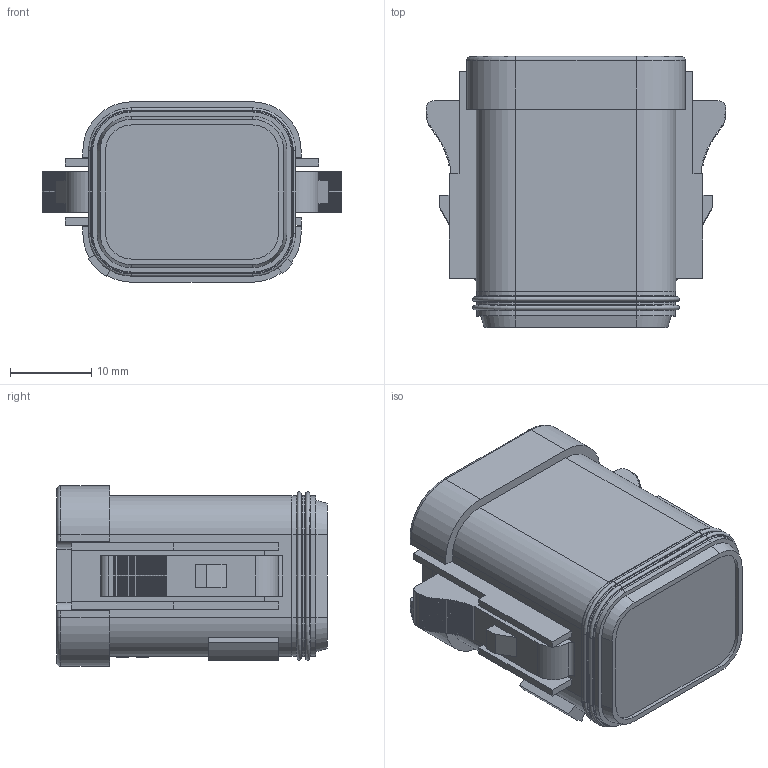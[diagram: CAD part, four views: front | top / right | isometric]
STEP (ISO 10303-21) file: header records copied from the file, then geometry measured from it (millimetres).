
FILE_DESCRIPTION((''),'2;1');
FILE_NAME('26-54224-08S-A','2015-10-22T',('orion.li'),(''),'PRO/ENGINEER BY PARAMETRIC TECHNOLOGY CORPORATION, 2013230','PRO/ENGINEER BY PARAMETRIC TECHNOLOGY CORPORATION, 2013230','');
FILE_SCHEMA(('CONFIG_CONTROL_DESIGN'));
Length unit declared in the file: millimetre
Products named in the file (1): 26-54224-08S-A
Bounding box: 36.82 x 33.25 x 22.15 mm (x, y, z)
Volume: 16140.4 mm3; surface area: 6488.7 mm2
Topology: 1 solids, 2 shells, 1519 faces, 4199 edges, 2774 vertices
Faces by surface type: plane 1260, cylinder 146, torus 52, extrusion 33, cone 28
Entity records: 47893 total; most frequent: CARTESIAN_POINT 8752, ORIENTED_EDGE 8398, DIRECTION 7566, EDGE_CURVE 4199, VECTOR 3738, LINE 3705, VERTEX_POINT 2774, AXIS2_PLACEMENT_3D 1914
